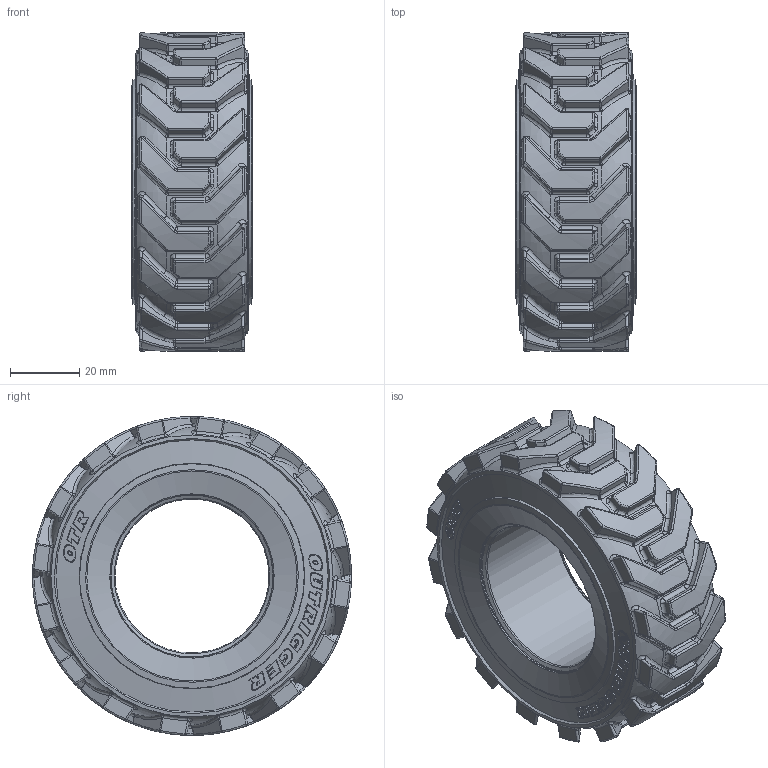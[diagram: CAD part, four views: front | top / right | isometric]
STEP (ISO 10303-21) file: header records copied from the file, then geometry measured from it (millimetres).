
FILE_DESCRIPTION((''),'2;1');
FILE_NAME('Rad_Grove_A60j_eckiges_Profil_10FINAL.stp','2013-06-17T16:52:49',('Markus'),(''),'Autodesk Inventor 2012','Autodesk Inventor 2012','');
FILE_SCHEMA(('AUTOMOTIVE_DESIGN { 1 0 10303 214 1 1 1 1 }'));
Length unit declared in the file: millimetre
Products named in the file (1): Rad_Grove_A60j_eckiges_Profil_10FINAL
Bounding box: 34.66 x 92 x 92 mm (x, y, z)
Volume: 149840.4 mm3; surface area: 26916.6 mm2
Topology: 1 solids, 1 shells, 2113 faces, 5001 edges, 2939 vertices
Faces by surface type: bspline 764, plane 532, cylinder 388, sphere 208, torus 139, cone 82
Full cylindrical faces by diameter (mm): 44.4 x1, 47 x2, 86 x1
Entity records: 76229 total; most frequent: CARTESIAN_POINT 31458, ORIENTED_EDGE 9852, DIRECTION 7558, EDGE_CURVE 4926, AXIS2_PLACEMENT_3D 3139, VERTEX_POINT 2910, EDGE_LOOP 2208, STYLED_ITEM 2113
